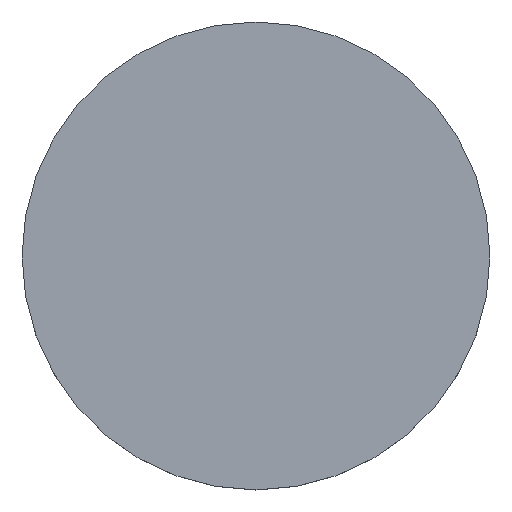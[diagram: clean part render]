
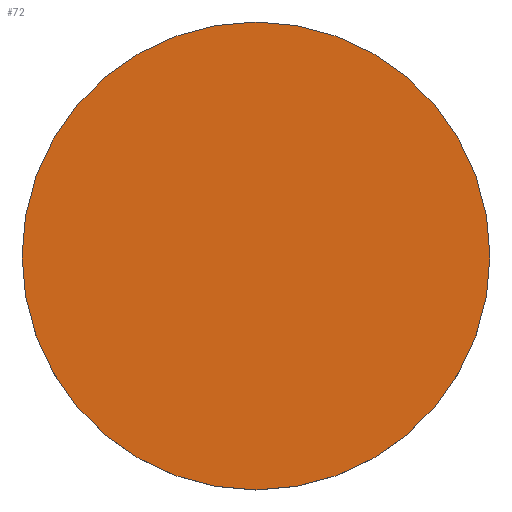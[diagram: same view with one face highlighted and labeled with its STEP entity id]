
A CAD part, top view. The second image highlights one B-rep face of the part: STEP entity #72.
In plain terms, the highlighted planar face has unit normal (0, 0, 1).
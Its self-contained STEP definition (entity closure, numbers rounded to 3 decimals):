
#4 = DIRECTION ( 'NONE',  ( 1., 0., 0. ) ) ;
#12 = AXIS2_PLACEMENT_3D ( 'NONE', #38, #165, #108 ) ;
#19 = FACE_OUTER_BOUND ( 'NONE', #140, .T. ) ;
#22 = CARTESIAN_POINT ( 'NONE',  ( 0., 0., 2. ) ) ;
#24 = VERTEX_POINT ( 'NONE', #102 ) ;
#27 = DIRECTION ( 'NONE',  ( 0., 0., 1. ) ) ;
#29 = EDGE_CURVE ( 'NONE', #60, #24, #160, .T. ) ;
#30 = AXIS2_PLACEMENT_3D ( 'NONE', #22, #132, #62 ) ;
#38 = CARTESIAN_POINT ( 'NONE',  ( 0., 0., 2. ) ) ;
#44 = AXIS2_PLACEMENT_3D ( 'NONE', #117, #27, #4 ) ;
#47 = EDGE_CURVE ( 'NONE', #24, #60, #133, .T. ) ;
#60 = VERTEX_POINT ( 'NONE', #79 ) ;
#62 = DIRECTION ( 'NONE',  ( 1., 0., 0. ) ) ;
#72 = ADVANCED_FACE ( 'NONE', ( #19 ), #151, .T. ) ;
#76 = ORIENTED_EDGE ( 'NONE', *, *, #47, .T. ) ;
#79 = CARTESIAN_POINT ( 'NONE',  ( -10., 0., 2. ) ) ;
#95 = ORIENTED_EDGE ( 'NONE', *, *, #29, .T. ) ;
#102 = CARTESIAN_POINT ( 'NONE',  ( 10., 0., 2. ) ) ;
#108 = DIRECTION ( 'NONE',  ( 1., 0., 0. ) ) ;
#117 = CARTESIAN_POINT ( 'NONE',  ( 0., 0., 2. ) ) ;
#132 = DIRECTION ( 'NONE',  ( 0., 0., 1. ) ) ;
#133 = CIRCLE ( 'NONE', #44, 10. ) ;
#140 = EDGE_LOOP ( 'NONE', ( #95, #76 ) ) ;
#151 = PLANE ( 'NONE',  #12 ) ;
#160 = CIRCLE ( 'NONE', #30, 10. ) ;
#165 = DIRECTION ( 'NONE',  ( 0., 0., 1. ) ) ;
